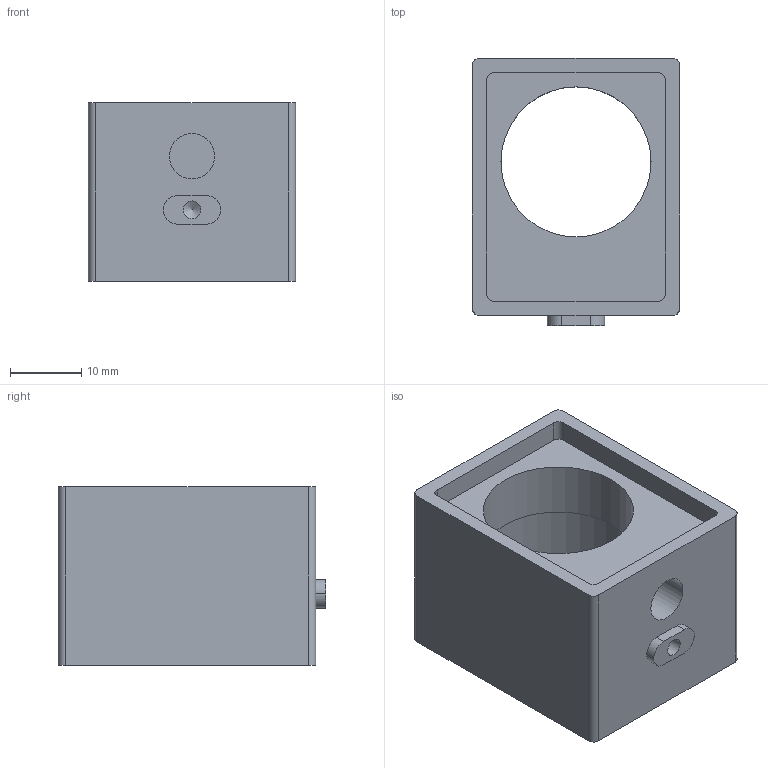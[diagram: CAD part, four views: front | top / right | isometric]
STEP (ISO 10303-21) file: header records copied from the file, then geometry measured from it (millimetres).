
FILE_DESCRIPTION (( 'STEP AP203' ), '1' );
FILE_NAME ('Corps cube.STEP', '2021-12-16T13:04:37', ( '' ), ( '' ), 'SwSTEP 2.0', 'SolidWorks 2021', '' );
FILE_SCHEMA (( 'CONFIG_CONTROL_DESIGN' ));
Length unit declared in the file: millimetre
Products named in the file (1): Corps cube
Bounding box: 29 x 37.4 x 25 mm (x, y, z)
Volume: 12958.7 mm3; surface area: 6997.6 mm2
Topology: 1 solids, 1 shells, 50 faces, 124 edges, 81 vertices
Faces by surface type: plane 25, cylinder 20, cone 5
Full cylindrical faces by diameter (mm): 1.6 x4, 2.5 x1, 6.35 x1, 21 x1, 23.5 x1
Entity records: 1459 total; most frequent: DIRECTION 248, CARTESIAN_POINT 233, ORIENTED_EDGE 212, EDGE_CURVE 106, AXIS2_PLACEMENT_3D 91, VERTEX_POINT 76, EDGE_LOOP 70, LINE 66
